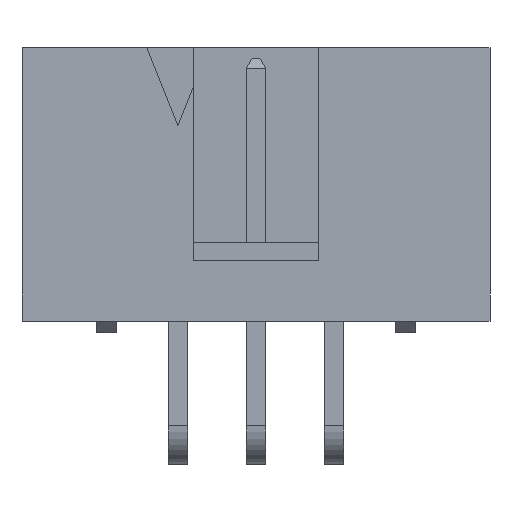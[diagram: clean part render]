
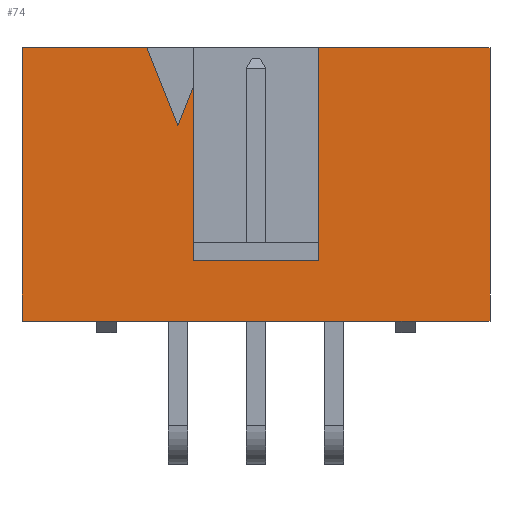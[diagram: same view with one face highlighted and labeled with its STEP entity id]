
A CAD part, front view. The second image highlights one B-rep face of the part: STEP entity #74.
In plain terms, the highlighted planar face has unit normal (0, -1, 0).
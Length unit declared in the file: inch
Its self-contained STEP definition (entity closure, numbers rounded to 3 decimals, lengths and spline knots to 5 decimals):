
#74=ADVANCED_FACE('',(#461),#275,.T.);
#275=PLANE('',#3452);
#461=FACE_OUTER_BOUND('',#658,.T.);
#658=EDGE_LOOP('',(#936,#937,#938,#939,#940,#941,#942,#943,#944,#945));
#936=ORIENTED_EDGE('',*,*,#2140,.T.);
#937=ORIENTED_EDGE('',*,*,#2141,.T.);
#938=ORIENTED_EDGE('',*,*,#2142,.T.);
#939=ORIENTED_EDGE('',*,*,#2126,.T.);
#940=ORIENTED_EDGE('',*,*,#2143,.F.);
#941=ORIENTED_EDGE('',*,*,#2144,.T.);
#942=ORIENTED_EDGE('',*,*,#2145,.T.);
#943=ORIENTED_EDGE('',*,*,#2116,.T.);
#944=ORIENTED_EDGE('',*,*,#2146,.F.);
#945=ORIENTED_EDGE('',*,*,#2147,.F.);
#1838=VERTEX_POINT('',#4591);
#1839=VERTEX_POINT('',#4593);
#1848=VERTEX_POINT('',#4611);
#1849=VERTEX_POINT('',#4613);
#1858=VERTEX_POINT('',#4641);
#1859=VERTEX_POINT('',#4642);
#1860=VERTEX_POINT('',#4644);
#1861=VERTEX_POINT('',#4647);
#1862=VERTEX_POINT('',#4649);
#1863=VERTEX_POINT('',#4652);
#2116=EDGE_CURVE('',#1839,#1838,#2581,.T.);
#2126=EDGE_CURVE('',#1849,#1848,#2588,.T.);
#2140=EDGE_CURVE('',#1858,#1859,#2602,.T.);
#2141=EDGE_CURVE('',#1859,#1860,#2603,.T.);
#2142=EDGE_CURVE('',#1860,#1849,#2604,.T.);
#2143=EDGE_CURVE('',#1861,#1848,#2605,.T.);
#2144=EDGE_CURVE('',#1861,#1862,#2606,.T.);
#2145=EDGE_CURVE('',#1862,#1839,#2607,.T.);
#2146=EDGE_CURVE('',#1863,#1838,#2608,.T.);
#2147=EDGE_CURVE('',#1858,#1863,#2609,.T.);
#2581=LINE('',#4592,#3016);
#2588=LINE('',#4612,#3023);
#2602=LINE('',#4640,#3037);
#2603=LINE('',#4643,#3038);
#2604=LINE('',#4645,#3039);
#2605=LINE('',#4646,#3040);
#2606=LINE('',#4648,#3041);
#2607=LINE('',#4650,#3042);
#2608=LINE('',#4651,#3043);
#2609=LINE('',#4653,#3044);
#3016=VECTOR('',#3685,1.);
#3023=VECTOR('',#3698,1.);
#3037=VECTOR('',#3722,1.);
#3038=VECTOR('',#3723,1.);
#3039=VECTOR('',#3724,1.);
#3040=VECTOR('',#3725,1.);
#3041=VECTOR('',#3726,1.);
#3042=VECTOR('',#3727,1.);
#3043=VECTOR('',#3728,1.);
#3044=VECTOR('',#3729,1.);
#3452=AXIS2_PLACEMENT_3D('',#4654,#3730,#3731);
#3685=DIRECTION('',(-1.,0.,0.));
#3698=DIRECTION('',(-1.,0.,0.));
#3722=DIRECTION('',(0.,0.,1.));
#3723=DIRECTION('',(-0.371,0.,-0.928));
#3724=DIRECTION('',(-0.371,0.,0.928));
#3725=DIRECTION('',(0.,0.,1.));
#3726=DIRECTION('',(1.,0.,0.));
#3727=DIRECTION('',(0.,0.,1.));
#3728=DIRECTION('',(0.,0.,1.));
#3729=DIRECTION('',(1.,0.,0.));
#3730=DIRECTION('',(0.,-1.,0.));
#3731=DIRECTION('',(0.,0.,-1.));
#4591=CARTESIAN_POINT('',(0.3795,0.,0.35));
#4592=CARTESIAN_POINT('',(0.2995,0.,0.35));
#4593=CARTESIAN_POINT('',(0.599,0.,0.35));
#4611=CARTESIAN_POINT('',(0.,0.,0.35));
#4612=CARTESIAN_POINT('',(0.2995,0.,0.35));
#4613=CARTESIAN_POINT('',(0.1595,0.,0.35));
#4640=CARTESIAN_POINT('',(0.2195,0.,0.078));
#4641=CARTESIAN_POINT('',(0.2195,0.,0.078));
#4642=CARTESIAN_POINT('',(0.2195,0.,0.3));
#4643=CARTESIAN_POINT('',(0.1995,0.,0.25));
#4644=CARTESIAN_POINT('',(0.1995,0.,0.25));
#4645=CARTESIAN_POINT('',(0.1595,0.,0.35));
#4646=CARTESIAN_POINT('',(0.,0.,0.));
#4647=CARTESIAN_POINT('',(0.,0.,0.));
#4648=CARTESIAN_POINT('',(0.2995,0.,0.));
#4649=CARTESIAN_POINT('',(0.599,0.,0.));
#4650=CARTESIAN_POINT('',(0.599,0.,0.));
#4651=CARTESIAN_POINT('',(0.3795,0.,0.078));
#4652=CARTESIAN_POINT('',(0.3795,0.,0.078));
#4653=CARTESIAN_POINT('',(0.2195,0.,0.078));
#4654=CARTESIAN_POINT('',(0.2995,0.,0.));
